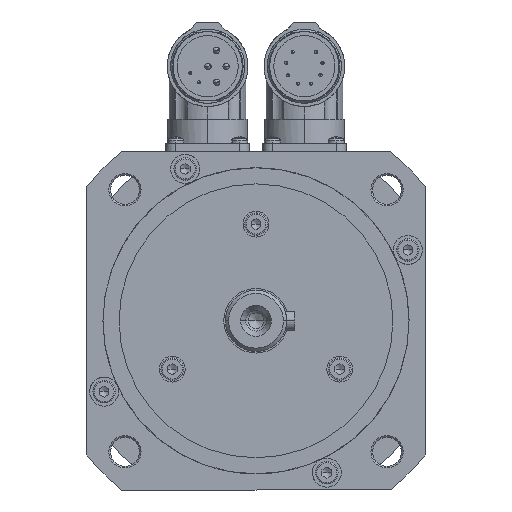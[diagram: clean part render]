
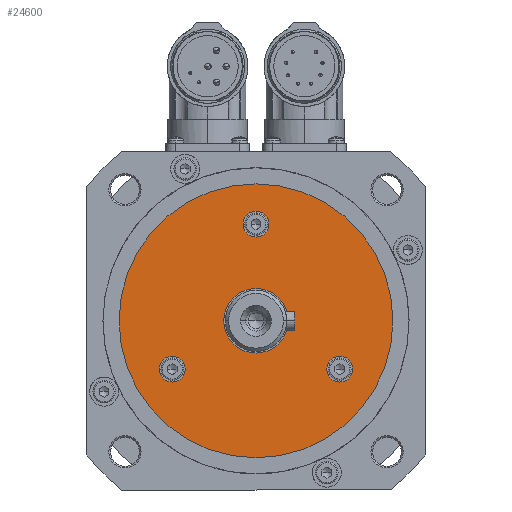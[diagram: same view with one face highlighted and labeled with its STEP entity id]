
A CAD part, left-side view. The second image highlights one B-rep face of the part: STEP entity #24600.
In plain terms, the highlighted planar face has unit normal (-1, 0, 0).
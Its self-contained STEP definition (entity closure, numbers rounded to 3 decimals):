
#141=CARTESIAN_POINT('',(741.264,554.604,0.));
#142=VERTEX_POINT('',#141);
#151=CARTESIAN_POINT('',(741.264,469.604,0.));
#152=VERTEX_POINT('',#151);
#153=CARTESIAN_POINT('',(741.264,512.104,0.));
#154=DIRECTION('',(-1.0,0.,0.));
#155=DIRECTION('',(0.,1.0,0.));
#156=AXIS2_PLACEMENT_3D('',#153,#154,#155);
#157=CIRCLE('',#156,42.5);
#158=EDGE_CURVE('',#152,#142,#157,.T.);
#183=CARTESIAN_POINT('',(741.264,522.104,0.));
#184=VERTEX_POINT('',#183);
#193=CARTESIAN_POINT('',(741.264,502.104,0.));
#194=VERTEX_POINT('',#193);
#195=CARTESIAN_POINT('',(741.264,512.104,0.));
#196=DIRECTION('',(1.0,0.,0.));
#197=DIRECTION('',(0.,1.0,0.));
#198=AXIS2_PLACEMENT_3D('',#195,#196,#197);
#199=CIRCLE('',#198,10.0);
#200=EDGE_CURVE('',#194,#184,#199,.T.);
#1179=CARTESIAN_POINT('',(741.264,516.104,30.0));
#1180=VERTEX_POINT('',#1179);
#1196=CARTESIAN_POINT('',(741.264,508.104,30.0));
#1197=VERTEX_POINT('',#1196);
#1204=CARTESIAN_POINT('',(741.264,512.104,30.0));
#1205=DIRECTION('',(1.0,0.,0.));
#1206=DIRECTION('',(0.,1.0,0.));
#1207=AXIS2_PLACEMENT_3D('',#1204,#1205,#1206);
#1208=CIRCLE('',#1207,4.0);
#1209=EDGE_CURVE('',#1180,#1197,#1208,.T.);
#1221=CARTESIAN_POINT('',(741.264,484.124,-11.536));
#1222=VERTEX_POINT('',#1221);
#1238=CARTESIAN_POINT('',(741.264,488.124,-18.464));
#1239=VERTEX_POINT('',#1238);
#1246=CARTESIAN_POINT('',(741.264,486.124,-15.));
#1247=DIRECTION('',(1.0,0.,0.));
#1248=DIRECTION('',(0.,-0.5,0.866));
#1249=AXIS2_PLACEMENT_3D('',#1246,#1247,#1248);
#1250=CIRCLE('',#1249,4.0);
#1251=EDGE_CURVE('',#1222,#1239,#1250,.T.);
#1263=CARTESIAN_POINT('',(741.264,536.085,-18.464));
#1264=VERTEX_POINT('',#1263);
#1280=CARTESIAN_POINT('',(741.264,540.085,-11.536));
#1281=VERTEX_POINT('',#1280);
#1288=CARTESIAN_POINT('',(741.264,538.085,-15.));
#1289=DIRECTION('',(1.0,0.,0.));
#1290=DIRECTION('',(0.,-0.5,-0.866));
#1291=AXIS2_PLACEMENT_3D('',#1288,#1289,#1290);
#1292=CIRCLE('',#1291,4.0);
#1293=EDGE_CURVE('',#1264,#1281,#1292,.T.);
#23529=CARTESIAN_POINT('',(741.264,538.085,-15.));
#23530=DIRECTION('',(1.0,0.,0.));
#23531=DIRECTION('',(0.,-0.5,-0.866));
#23532=AXIS2_PLACEMENT_3D('',#23529,#23530,#23531);
#23533=CIRCLE('',#23532,4.0);
#23534=EDGE_CURVE('',#1281,#1264,#23533,.T.);
#23567=CARTESIAN_POINT('',(741.264,486.124,-15.));
#23568=DIRECTION('',(1.0,0.,0.));
#23569=DIRECTION('',(0.,-0.5,0.866));
#23570=AXIS2_PLACEMENT_3D('',#23567,#23568,#23569);
#23571=CIRCLE('',#23570,4.0);
#23572=EDGE_CURVE('',#1239,#1222,#23571,.T.);
#23605=CARTESIAN_POINT('',(741.264,512.104,30.0));
#23606=DIRECTION('',(1.0,0.,0.));
#23607=DIRECTION('',(0.,1.0,0.));
#23608=AXIS2_PLACEMENT_3D('',#23605,#23606,#23607);
#23609=CIRCLE('',#23608,4.0);
#23610=EDGE_CURVE('',#1197,#1180,#23609,.T.);
#24527=CARTESIAN_POINT('',(741.264,512.104,0.));
#24528=DIRECTION('',(1.0,0.,0.));
#24529=DIRECTION('',(0.,1.0,0.));
#24530=AXIS2_PLACEMENT_3D('',#24527,#24528,#24529);
#24531=CIRCLE('',#24530,10.0);
#24532=EDGE_CURVE('',#184,#194,#24531,.T.);
#24565=CARTESIAN_POINT('',(741.264,512.104,0.));
#24566=DIRECTION('',(-1.0,0.,0.));
#24567=DIRECTION('',(0.,1.0,0.));
#24568=AXIS2_PLACEMENT_3D('',#24565,#24566,#24567);
#24569=CIRCLE('',#24568,42.5);
#24570=EDGE_CURVE('',#142,#152,#24569,.T.);
#24575=CARTESIAN_POINT('',(741.264,512.104,0.));
#24576=DIRECTION('',(-1.0,0.,0.));
#24577=DIRECTION('',(0.0,0.0,1.0));
#24578=AXIS2_PLACEMENT_3D('',#24575,#24576,#24577);
#24579=PLANE('',#24578);
#24580=ORIENTED_EDGE('',*,*,#24570,.T.);
#24581=ORIENTED_EDGE('',*,*,#158,.T.);
#24582=EDGE_LOOP('',(#24580,#24581));
#24583=FACE_OUTER_BOUND('',#24582,.T.);
#24584=ORIENTED_EDGE('',*,*,#1293,.T.);
#24585=ORIENTED_EDGE('',*,*,#23534,.T.);
#24586=EDGE_LOOP('',(#24584,#24585));
#24587=FACE_BOUND('',#24586,.T.);
#24588=ORIENTED_EDGE('',*,*,#1251,.T.);
#24589=ORIENTED_EDGE('',*,*,#23572,.T.);
#24590=EDGE_LOOP('',(#24588,#24589));
#24591=FACE_BOUND('',#24590,.T.);
#24592=ORIENTED_EDGE('',*,*,#1209,.T.);
#24593=ORIENTED_EDGE('',*,*,#23610,.T.);
#24594=EDGE_LOOP('',(#24592,#24593));
#24595=FACE_BOUND('',#24594,.T.);
#24596=ORIENTED_EDGE('',*,*,#24532,.T.);
#24597=ORIENTED_EDGE('',*,*,#200,.T.);
#24598=EDGE_LOOP('',(#24596,#24597));
#24599=FACE_BOUND('',#24598,.T.);
#24600=ADVANCED_FACE('',(#24583,#24587,#24591,#24595,#24599),#24579,.T.);
